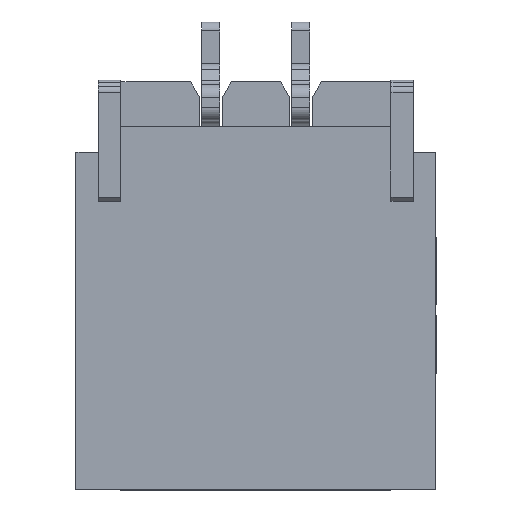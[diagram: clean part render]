
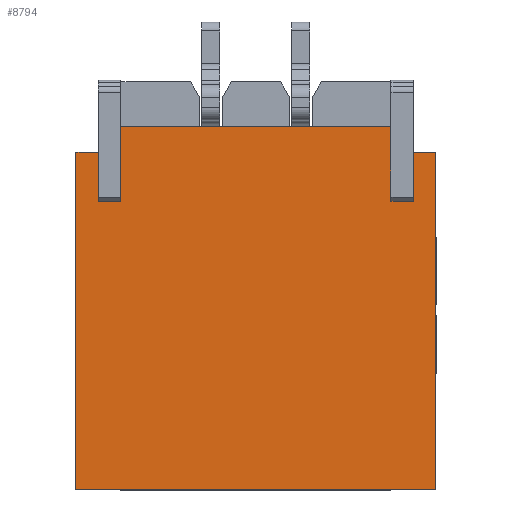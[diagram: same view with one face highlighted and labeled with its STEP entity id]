
A CAD part, top view. The second image highlights one B-rep face of the part: STEP entity #8794.
In plain terms, the highlighted planar face has unit normal (0, 0, 1).
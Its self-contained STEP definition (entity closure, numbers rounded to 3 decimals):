
#567=FACE_OUTER_BOUND('',#1040,.T.);
#1040=EDGE_LOOP('',(#5810,#5811,#5812,#5813,#5814,#5815,#5816,#5817,#5818,
#5819,#5820,#5821));
#1623=LINE('',#12189,#2573);
#1645=LINE('',#12233,#2595);
#1647=LINE('',#12236,#2597);
#1648=LINE('',#12240,#2598);
#1649=LINE('',#12242,#2599);
#1650=LINE('',#12244,#2600);
#1651=LINE('',#12246,#2601);
#1652=LINE('',#12247,#2602);
#1653=LINE('',#12249,#2603);
#1654=LINE('',#12251,#2604);
#1655=LINE('',#12253,#2605);
#1656=LINE('',#12254,#2606);
#2573=VECTOR('',#10082,1.);
#2595=VECTOR('',#10108,1.);
#2597=VECTOR('',#10112,1.);
#2598=VECTOR('',#10115,1.);
#2599=VECTOR('',#10116,1.);
#2600=VECTOR('',#10117,1.);
#2601=VECTOR('',#10118,1.);
#2602=VECTOR('',#10119,1.);
#2603=VECTOR('',#10120,1.);
#2604=VECTOR('',#10121,1.);
#2605=VECTOR('',#10122,1.);
#2606=VECTOR('',#10123,1.);
#3516=VERTEX_POINT('',#12186);
#3517=VERTEX_POINT('',#12188);
#3536=VERTEX_POINT('',#12230);
#3537=VERTEX_POINT('',#12232);
#3538=VERTEX_POINT('',#12238);
#3539=VERTEX_POINT('',#12239);
#3540=VERTEX_POINT('',#12241);
#3541=VERTEX_POINT('',#12243);
#3542=VERTEX_POINT('',#12245);
#3543=VERTEX_POINT('',#12248);
#3544=VERTEX_POINT('',#12250);
#3545=VERTEX_POINT('',#12252);
#4389=EDGE_CURVE('',#3516,#3517,#1623,.T.);
#4411=EDGE_CURVE('',#3536,#3537,#1645,.T.);
#4413=EDGE_CURVE('',#3516,#3537,#1647,.T.);
#4414=EDGE_CURVE('',#3538,#3539,#1648,.T.);
#4415=EDGE_CURVE('',#3540,#3538,#1649,.T.);
#4416=EDGE_CURVE('',#3541,#3540,#1650,.T.);
#4417=EDGE_CURVE('',#3541,#3542,#1651,.T.);
#4418=EDGE_CURVE('',#3517,#3542,#1652,.T.);
#4419=EDGE_CURVE('',#3543,#3536,#1653,.T.);
#4420=EDGE_CURVE('',#3544,#3543,#1654,.T.);
#4421=EDGE_CURVE('',#3544,#3545,#1655,.T.);
#4422=EDGE_CURVE('',#3539,#3545,#1656,.T.);
#5810=ORIENTED_EDGE('',*,*,#4414,.F.);
#5811=ORIENTED_EDGE('',*,*,#4415,.F.);
#5812=ORIENTED_EDGE('',*,*,#4416,.F.);
#5813=ORIENTED_EDGE('',*,*,#4417,.T.);
#5814=ORIENTED_EDGE('',*,*,#4418,.F.);
#5815=ORIENTED_EDGE('',*,*,#4389,.F.);
#5816=ORIENTED_EDGE('',*,*,#4413,.T.);
#5817=ORIENTED_EDGE('',*,*,#4411,.F.);
#5818=ORIENTED_EDGE('',*,*,#4419,.F.);
#5819=ORIENTED_EDGE('',*,*,#4420,.F.);
#5820=ORIENTED_EDGE('',*,*,#4421,.T.);
#5821=ORIENTED_EDGE('',*,*,#4422,.F.);
#7976=PLANE('',#9324);
#8794=ADVANCED_FACE('',(#567),#7976,.F.);
#9324=AXIS2_PLACEMENT_3D('',#12237,#10113,#10114);
#10082=DIRECTION('',(-1.,0.,0.));
#10108=DIRECTION('',(1.,0.,0.));
#10112=DIRECTION('',(0.,1.,0.));
#10113=DIRECTION('center_axis',(0.,0.,-1.));
#10114=DIRECTION('ref_axis',(0.,1.,0.));
#10115=DIRECTION('',(0.,1.,0.));
#10116=DIRECTION('',(1.,0.,0.));
#10117=DIRECTION('',(0.,-1.,0.));
#10118=DIRECTION('',(-1.,0.,0.));
#10119=DIRECTION('',(0.,1.,0.));
#10120=DIRECTION('',(0.,1.,0.));
#10121=DIRECTION('',(1.,0.,0.));
#10122=DIRECTION('',(0.,1.,0.));
#10123=DIRECTION('',(1.,0.,0.));
#12186=CARTESIAN_POINT('',(2.,-2.95,3.15));
#12188=CARTESIAN_POINT('',(-2.,-2.95,3.15));
#12189=CARTESIAN_POINT('',(-2.,-2.95,3.15));
#12230=CARTESIAN_POINT('',(1.75,0.8,3.15));
#12232=CARTESIAN_POINT('',(2.,0.8,3.15));
#12233=CARTESIAN_POINT('',(1.5,0.8,3.15));
#12236=CARTESIAN_POINT('',(2.,-2.95,3.15));
#12237=CARTESIAN_POINT('Origin',(-2.,-2.95,3.15));
#12238=CARTESIAN_POINT('',(-1.5,0.255,3.15));
#12239=CARTESIAN_POINT('',(-1.5,1.08,3.15));
#12240=CARTESIAN_POINT('',(-1.5,0.8,3.15));
#12241=CARTESIAN_POINT('',(-1.75,0.255,3.15));
#12242=CARTESIAN_POINT('',(-1.75,0.255,3.15));
#12243=CARTESIAN_POINT('',(-1.75,0.8,3.15));
#12244=CARTESIAN_POINT('',(-1.75,0.255,3.15));
#12245=CARTESIAN_POINT('',(-2.,0.8,3.15));
#12246=CARTESIAN_POINT('',(-1.5,0.8,3.15));
#12247=CARTESIAN_POINT('',(-2.,-2.95,3.15));
#12248=CARTESIAN_POINT('',(1.75,0.255,3.15));
#12249=CARTESIAN_POINT('',(1.75,0.255,3.15));
#12250=CARTESIAN_POINT('',(1.5,0.255,3.15));
#12251=CARTESIAN_POINT('',(1.75,0.255,3.15));
#12252=CARTESIAN_POINT('',(1.5,1.08,3.15));
#12253=CARTESIAN_POINT('',(1.5,0.8,3.15));
#12254=CARTESIAN_POINT('',(0.375,1.08,3.15));
